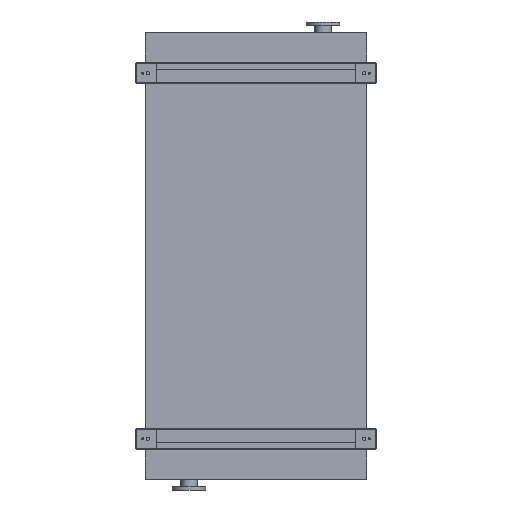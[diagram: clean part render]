
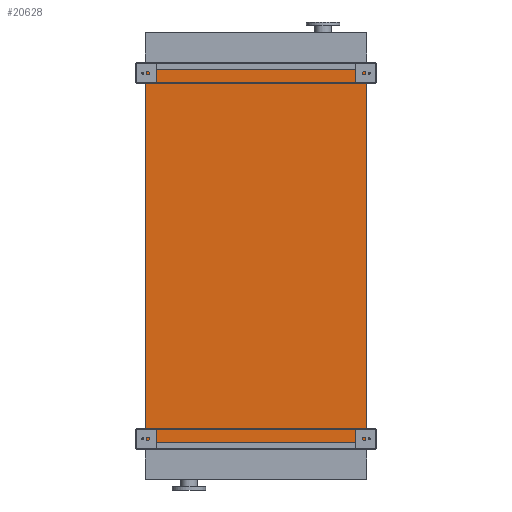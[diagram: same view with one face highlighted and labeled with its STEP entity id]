
A CAD part, front view. The second image highlights one B-rep face of the part: STEP entity #20628.
In plain terms, the highlighted planar face has unit normal (0, -1, 0).
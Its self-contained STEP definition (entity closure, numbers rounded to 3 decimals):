
#484 = VECTOR ( 'NONE', #8541, 1000. ) ;
#1309 = PLANE ( 'NONE',  #11674 ) ;
#1888 = VECTOR ( 'NONE', #2056, 1000. ) ;
#2056 = DIRECTION ( 'NONE',  ( 1., 0., 0. ) ) ;
#3189 = DIRECTION ( 'NONE',  ( 1., 0., 0. ) ) ;
#3843 = LINE ( 'NONE', #17528, #12881 ) ;
#4088 = EDGE_LOOP ( 'NONE', ( #6605, #18793, #23436, #8853 ) ) ;
#4852 = FACE_OUTER_BOUND ( 'NONE', #4088, .T. ) ;
#5489 = VECTOR ( 'NONE', #3189, 1000. ) ;
#6053 = LINE ( 'NONE', #21012, #5489 ) ;
#6251 = VERTEX_POINT ( 'NONE', #14914 ) ;
#6605 = ORIENTED_EDGE ( 'NONE', *, *, #11933, .F. ) ;
#7332 = EDGE_CURVE ( 'NONE', #12113, #16377, #3843, .T. ) ;
#8541 = DIRECTION ( 'NONE',  ( 0., 0., 1. ) ) ;
#8802 = DIRECTION ( 'NONE',  ( 0., 0., -1. ) ) ;
#8853 = ORIENTED_EDGE ( 'NONE', *, *, #16578, .T. ) ;
#10738 = EDGE_CURVE ( 'NONE', #12113, #6251, #16284, .T. ) ;
#11162 = CARTESIAN_POINT ( 'NONE',  ( 725., 0., 0. ) ) ;
#11674 = AXIS2_PLACEMENT_3D ( 'NONE', #12316, #19326, #8802 ) ;
#11933 = EDGE_CURVE ( 'NONE', #16377, #19996, #6053, .T. ) ;
#12051 = CARTESIAN_POINT ( 'NONE',  ( 725., 0., -2450. ) ) ;
#12113 = VERTEX_POINT ( 'NONE', #21310 ) ;
#12316 = CARTESIAN_POINT ( 'NONE',  ( -725., 0., -2450. ) ) ;
#12881 = VECTOR ( 'NONE', #15788, 1000. ) ;
#14914 = CARTESIAN_POINT ( 'NONE',  ( 725., 0., -2450. ) ) ;
#15010 = LINE ( 'NONE', #12051, #484 ) ;
#15788 = DIRECTION ( 'NONE',  ( 0., 0., 1. ) ) ;
#16284 = LINE ( 'NONE', #18333, #1888 ) ;
#16377 = VERTEX_POINT ( 'NONE', #16904 ) ;
#16578 = EDGE_CURVE ( 'NONE', #6251, #19996, #15010, .T. ) ;
#16904 = CARTESIAN_POINT ( 'NONE',  ( -725., 0., 0. ) ) ;
#17528 = CARTESIAN_POINT ( 'NONE',  ( -725., 0., -2450. ) ) ;
#18333 = CARTESIAN_POINT ( 'NONE',  ( -725., 0., -2450. ) ) ;
#18793 = ORIENTED_EDGE ( 'NONE', *, *, #7332, .F. ) ;
#19326 = DIRECTION ( 'NONE',  ( 0., -1., 0. ) ) ;
#19996 = VERTEX_POINT ( 'NONE', #11162 ) ;
#20628 = ADVANCED_FACE ( 'NONE', ( #4852 ), #1309, .T. ) ;
#21012 = CARTESIAN_POINT ( 'NONE',  ( -725., 0., 0. ) ) ;
#21310 = CARTESIAN_POINT ( 'NONE',  ( -725., 0., -2450. ) ) ;
#23436 = ORIENTED_EDGE ( 'NONE', *, *, #10738, .T. ) ;
